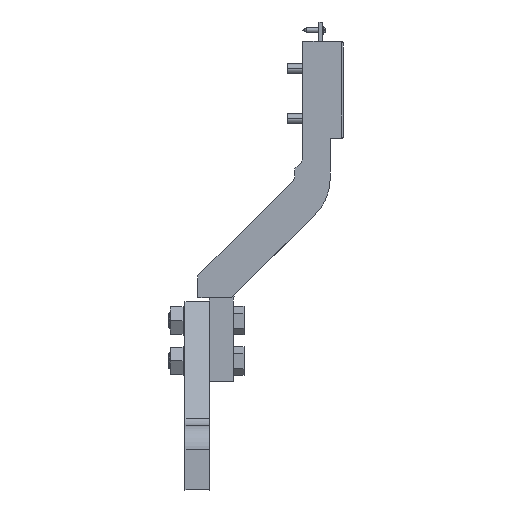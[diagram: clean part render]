
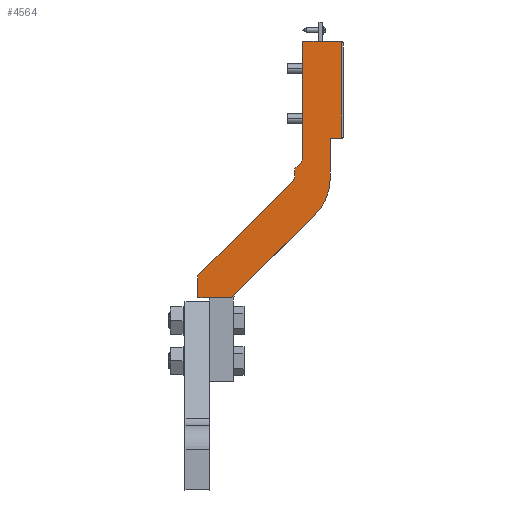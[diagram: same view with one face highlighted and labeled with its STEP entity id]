
A CAD part, left-side view. The second image highlights one B-rep face of the part: STEP entity #4564.
In plain terms, the highlighted planar face has unit normal (-1, 0, 0).
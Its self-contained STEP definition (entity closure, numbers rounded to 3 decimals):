
#361=DIRECTION('',(0.,1.,0.));
#362=VECTOR('',#361,24.);
#363=CARTESIAN_POINT('',(-94.358,-116.,67.5));
#364=LINE('',#363,#362);
#436=CARTESIAN_POINT('',(-94.358,-87.,
-4.429));
#437=DIRECTION('',(-1.,0.,0.));
#438=DIRECTION('',(0.,-0.707,-0.707));
#439=AXIS2_PLACEMENT_3D('',#436,#437,#438);
#441=DIRECTION('',(0.,0.,1.));
#442=VECTOR('',#441,71.929);
#443=CARTESIAN_POINT('',(-94.358,-92.,
-4.429));
#444=LINE('',#443,#442);
#445=CARTESIAN_POINT('',(-94.358,-77.,
-17.245));
#446=DIRECTION('',(1.,0.,0.));
#447=DIRECTION('',(0.,-1.,0.));
#448=AXIS2_PLACEMENT_3D('',#445,#446,#447);
#450=DIRECTION('',(0.,0.707,-0.707));
#451=VECTOR('',#450,73.012);
#452=CARTESIAN_POINT('',(-94.358,-99.627,
-39.873));
#453=LINE('',#452,#451);
#454=DIRECTION('',(0.,-0.707,0.707));
#455=VECTOR('',#454,82.782);
#456=CARTESIAN_POINT('',(-94.358,-27.,
-77.852));
#457=LINE('',#456,#455);
#458=CARTESIAN_POINT('',(-94.358,-82.,
-15.781));
#459=DIRECTION('',(-1.,0.,0.));
#460=DIRECTION('',(0.,-0.707,-0.707));
#461=AXIS2_PLACEMENT_3D('',#458,#459,#460);
#463=DIRECTION('',(0.,-0.707,0.707));
#464=VECTOR('',#463,5.);
#465=CARTESIAN_POINT('',(-94.358,-87.,
-11.5));
#466=LINE('',#465,#464);
#479=DIRECTION('',(0.,0.,-1.));
#480=VECTOR('',#479,4.281);
#481=CARTESIAN_POINT('',(-94.358,-87.,
-11.5));
#482=LINE('',#481,#480);
#495=DIRECTION('',(0.,0.,-1.));
#496=VECTOR('',#495,7.071);
#497=CARTESIAN_POINT('',(-94.358,-27.,
-77.852));
#498=LINE('',#497,#496);
#499=DIRECTION('',(0.,0.,-1.));
#500=VECTOR('',#499,6.577);
#501=CARTESIAN_POINT('',(-94.358,-27.,
-84.923));
#502=LINE('',#501,#500);
#1274=DIRECTION('',(0.,-1.,0.));
#1275=VECTOR('',#1274,21.);
#1276=CARTESIAN_POINT('',(-94.358,-27.,
-91.5));
#1277=LINE('',#1276,#1275);
#1306=DIRECTION('',(0.,0.,1.));
#1307=VECTOR('',#1306,24.745);
#1308=CARTESIAN_POINT('',(-94.358,-109.,
-17.245));
#1309=LINE('',#1308,#1307);
#1310=DIRECTION('',(0.,-1.,0.));
#1311=VECTOR('',#1310,7.);
#1312=CARTESIAN_POINT('',(-94.358,-109.,
7.5));
#1313=LINE('',#1312,#1311);
#1376=DIRECTION('',(0.,0.,1.));
#1377=VECTOR('',#1376,60.);
#1378=CARTESIAN_POINT('',(-94.358,-116.,
7.5));
#1379=LINE('',#1378,#1377);
#3296=CARTESIAN_POINT('',(-94.358,-92.,
-4.429));
#3297=CARTESIAN_POINT('',(-94.358,-92.,
67.5));
#3298=VERTEX_POINT('',#3296);
#3299=VERTEX_POINT('',#3297);
#3302=CARTESIAN_POINT('',(-94.358,-90.536,
-7.964));
#3303=VERTEX_POINT('',#3302);
#3304=CARTESIAN_POINT('',(-94.358,-109.,
-17.245));
#3305=CARTESIAN_POINT('',(-94.358,-99.627,
-39.873));
#3306=VERTEX_POINT('',#3304);
#3307=VERTEX_POINT('',#3305);
#3308=CARTESIAN_POINT('',(-94.358,-48.,
-91.5));
#3309=VERTEX_POINT('',#3308);
#3310=CARTESIAN_POINT('',(-94.358,-27.,
-77.852));
#3311=CARTESIAN_POINT('',(-94.358,-85.536,
-19.316));
#3312=VERTEX_POINT('',#3310);
#3313=VERTEX_POINT('',#3311);
#3314=CARTESIAN_POINT('',(-94.358,-87.,
-15.781));
#3315=VERTEX_POINT('',#3314);
#3316=CARTESIAN_POINT('',(-94.358,-87.,
-11.5));
#3317=VERTEX_POINT('',#3316);
#3330=CARTESIAN_POINT('',(-94.358,-27.,
-84.923));
#3331=VERTEX_POINT('',#3330);
#3332=CARTESIAN_POINT('',(-94.358,-27.,
-91.5));
#3333=VERTEX_POINT('',#3332);
#3392=CARTESIAN_POINT('',(-94.358,-109.,
7.5));
#3393=VERTEX_POINT('',#3392);
#3394=CARTESIAN_POINT('',(-94.358,-116.,
7.5));
#3395=VERTEX_POINT('',#3394);
#3404=CARTESIAN_POINT('',(-94.358,-116.,
67.5));
#3405=VERTEX_POINT('',#3404);
#4529=CARTESIAN_POINT('',(-94.358,-71.5,
-12.));
#4530=DIRECTION('',(1.,0.,0.));
#4531=DIRECTION('',(0.,1.,0.));
#4532=AXIS2_PLACEMENT_3D('',#4529,#4530,#4531);
#4533=PLANE('',#4532);
#4535=ORIENTED_EDGE('',*,*,#4534,.T.);
#4536=ORIENTED_EDGE('',*,*,#4505,.T.);
#4537=ORIENTED_EDGE('',*,*,#4428,.F.);
#4539=ORIENTED_EDGE('',*,*,#4538,.F.);
#4541=ORIENTED_EDGE('',*,*,#4540,.F.);
#4543=ORIENTED_EDGE('',*,*,#4542,.F.);
#4545=ORIENTED_EDGE('',*,*,#4544,.T.);
#4547=ORIENTED_EDGE('',*,*,#4546,.T.);
#4549=ORIENTED_EDGE('',*,*,#4548,.F.);
#4551=ORIENTED_EDGE('',*,*,#4550,.F.);
#4553=ORIENTED_EDGE('',*,*,#4552,.F.);
#4555=ORIENTED_EDGE('',*,*,#4554,.T.);
#4557=ORIENTED_EDGE('',*,*,#4556,.T.);
#4559=ORIENTED_EDGE('',*,*,#4558,.F.);
#4561=ORIENTED_EDGE('',*,*,#4560,.T.);
#4562=EDGE_LOOP('',(#4535,#4536,#4537,#4539,#4541,#4543,#4545,#4547,#4549,#4551,
#4553,#4555,#4557,#4559,#4561));
#4563=FACE_OUTER_BOUND('',#4562,.F.);
#440=CIRCLE('',#439,5.);
#449=CIRCLE('',#448,32.);
#462=CIRCLE('',#461,5.);
#4428=EDGE_CURVE('',#3405,#3299,#364,.T.);
#4505=EDGE_CURVE('',#3298,#3299,#444,.T.);
#4534=EDGE_CURVE('',#3303,#3298,#440,.T.);
#4538=EDGE_CURVE('',#3395,#3405,#1379,.T.);
#4540=EDGE_CURVE('',#3393,#3395,#1313,.T.);
#4542=EDGE_CURVE('',#3306,#3393,#1309,.T.);
#4544=EDGE_CURVE('',#3306,#3307,#449,.T.);
#4546=EDGE_CURVE('',#3307,#3309,#453,.T.);
#4548=EDGE_CURVE('',#3333,#3309,#1277,.T.);
#4550=EDGE_CURVE('',#3331,#3333,#502,.T.);
#4552=EDGE_CURVE('',#3312,#3331,#498,.T.);
#4554=EDGE_CURVE('',#3312,#3313,#457,.T.);
#4556=EDGE_CURVE('',#3313,#3315,#462,.T.);
#4558=EDGE_CURVE('',#3317,#3315,#482,.T.);
#4560=EDGE_CURVE('',#3317,#3303,#466,.T.);
#4564=ADVANCED_FACE('',(#4563),#4533,.F.);
